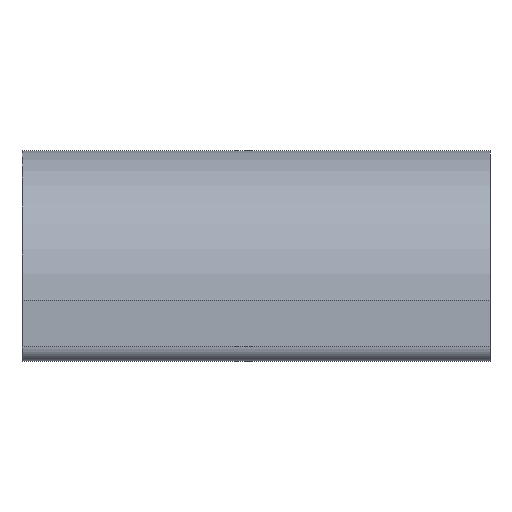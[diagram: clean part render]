
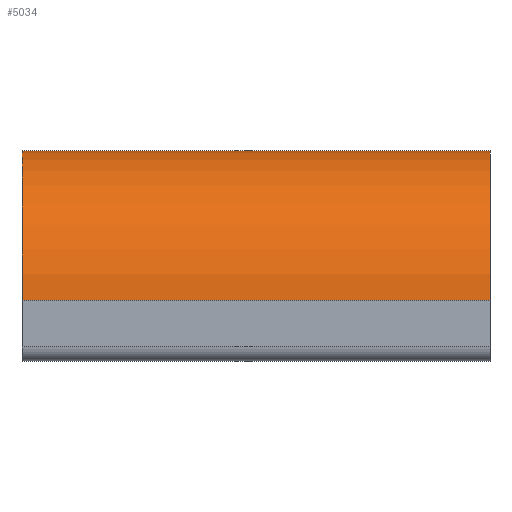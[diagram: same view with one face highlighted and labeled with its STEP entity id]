
A CAD part, top view. The second image highlights one B-rep face of the part: STEP entity #5034.
In plain terms, the highlighted cylindrical face has radius 32 mm (diameter 64 mm), a partial arc.
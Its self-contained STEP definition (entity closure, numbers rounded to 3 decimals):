
#108 = ORIENTED_EDGE ( 'NONE', *, *, #1013, .F. ) ;
#350 = LINE ( 'NONE', #5139, #1418 ) ;
#579 = FACE_OUTER_BOUND ( 'NONE', #1208, .T. ) ;
#722 = CYLINDRICAL_SURFACE ( 'NONE', #5540, 32. ) ;
#865 = AXIS2_PLACEMENT_3D ( 'NONE', #4807, #4789, #2073 ) ;
#897 = EDGE_CURVE ( 'NONE', #5411, #1465, #350, .T. ) ;
#1013 = EDGE_CURVE ( 'NONE', #5411, #1931, #5073, .T. ) ;
#1071 = AXIS2_PLACEMENT_3D ( 'NONE', #4798, #2063, #4276 ) ;
#1208 = EDGE_LOOP ( 'NONE', ( #1708, #3106, #108, #2580 ) ) ;
#1222 = VECTOR ( 'NONE', #5107, 1000. ) ;
#1418 = VECTOR ( 'NONE', #4171, 1000. ) ;
#1465 = VERTEX_POINT ( 'NONE', #3285 ) ;
#1708 = ORIENTED_EDGE ( 'NONE', *, *, #3295, .T. ) ;
#1805 = LINE ( 'NONE', #1919, #1222 ) ;
#1919 = CARTESIAN_POINT ( 'NONE',  ( 59.184, 45.398, 22.5 ) ) ;
#1931 = VERTEX_POINT ( 'NONE', #3610 ) ;
#2063 = DIRECTION ( 'NONE',  ( 1., 0., 0. ) ) ;
#2073 = DIRECTION ( 'NONE',  ( 0., 0., -1. ) ) ;
#2363 = DIRECTION ( 'NONE',  ( -1., 0., 0. ) ) ;
#2580 = ORIENTED_EDGE ( 'NONE', *, *, #897, .T. ) ;
#3106 = ORIENTED_EDGE ( 'NONE', *, *, #5020, .F. ) ;
#3262 = CIRCLE ( 'NONE', #1071, 32. ) ;
#3285 = CARTESIAN_POINT ( 'NONE',  ( -40.816, 77.398, -9.5 ) ) ;
#3295 = EDGE_CURVE ( 'NONE', #1465, #5374, #3262, .T. ) ;
#3610 = CARTESIAN_POINT ( 'NONE',  ( 59.184, 45.398, 22.5 ) ) ;
#3724 = CARTESIAN_POINT ( 'NONE',  ( 59.184, 45.398, -9.5 ) ) ;
#4171 = DIRECTION ( 'NONE',  ( -1., 0., 0. ) ) ;
#4182 = DIRECTION ( 'NONE',  ( 0., 0., 1. ) ) ;
#4276 = DIRECTION ( 'NONE',  ( 0., 0., -1. ) ) ;
#4789 = DIRECTION ( 'NONE',  ( 1., 0., 0. ) ) ;
#4798 = CARTESIAN_POINT ( 'NONE',  ( -40.816, 45.398, -9.5 ) ) ;
#4807 = CARTESIAN_POINT ( 'NONE',  ( 59.184, 45.398, -9.5 ) ) ;
#4818 = CARTESIAN_POINT ( 'NONE',  ( -40.816, 45.398, 22.5 ) ) ;
#5020 = EDGE_CURVE ( 'NONE', #1931, #5374, #1805, .T. ) ;
#5034 = ADVANCED_FACE ( 'NONE', ( #579 ), #722, .T. ) ;
#5073 = CIRCLE ( 'NONE', #865, 32. ) ;
#5107 = DIRECTION ( 'NONE',  ( -1., 0., 0. ) ) ;
#5139 = CARTESIAN_POINT ( 'NONE',  ( 59.184, 77.398, -9.5 ) ) ;
#5374 = VERTEX_POINT ( 'NONE', #4818 ) ;
#5411 = VERTEX_POINT ( 'NONE', #5742 ) ;
#5540 = AXIS2_PLACEMENT_3D ( 'NONE', #3724, #2363, #4182 ) ;
#5742 = CARTESIAN_POINT ( 'NONE',  ( 59.184, 77.398, -9.5 ) ) ;
